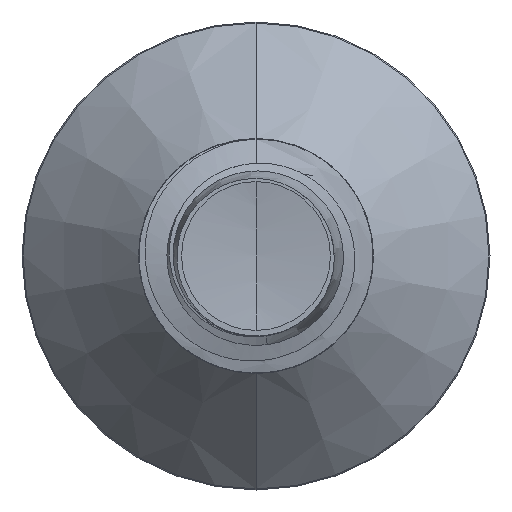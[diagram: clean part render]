
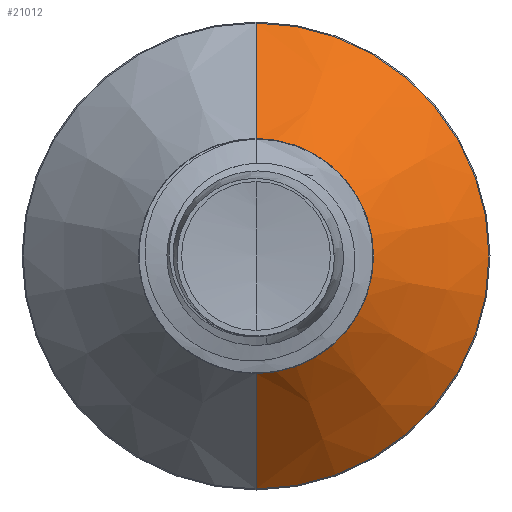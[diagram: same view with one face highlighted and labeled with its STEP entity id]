
A CAD part, front view. The second image highlights one B-rep face of the part: STEP entity #21012.
In plain terms, the highlighted conical face has half-angle 45 degrees and reference radius 1.256 mm.
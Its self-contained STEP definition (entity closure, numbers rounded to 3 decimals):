
#191 = DIRECTION ( 'NONE',  ( 0., 0.707, -0.707 ) ) ;
#685 = EDGE_CURVE ( 'NONE', #20728, #11833, #14691, .T. ) ;
#1078 = VECTOR ( 'NONE', #191, 1000. ) ;
#1412 = ORIENTED_EDGE ( 'NONE', *, *, #6146, .F. ) ;
#1563 = EDGE_CURVE ( 'NONE', #18869, #11833, #20912, .T. ) ;
#2767 = ORIENTED_EDGE ( 'NONE', *, *, #1563, .F. ) ;
#2858 = CARTESIAN_POINT ( 'NONE',  ( 0., 9.439, 0. ) ) ;
#2996 = EDGE_CURVE ( 'NONE', #9187, #20728, #21164, .T. ) ;
#4587 = DIRECTION ( 'NONE',  ( 0., 0., 1. ) ) ;
#6146 = EDGE_CURVE ( 'NONE', #9187, #18869, #16223, .T. ) ;
#6986 = CARTESIAN_POINT ( 'NONE',  ( 0., 8.206, 1.256 ) ) ;
#7753 = DIRECTION ( 'NONE',  ( 0., 1., 0. ) ) ;
#8048 = DIRECTION ( 'NONE',  ( 0., 1., 0. ) ) ;
#9187 = VERTEX_POINT ( 'NONE', #18508 ) ;
#10293 = CARTESIAN_POINT ( 'NONE',  ( 0., 9.439, -2.489 ) ) ;
#10445 = EDGE_LOOP ( 'NONE', ( #11286, #20223, #2767, #1412 ) ) ;
#11286 = ORIENTED_EDGE ( 'NONE', *, *, #2996, .T. ) ;
#11381 = CONICAL_SURFACE ( 'NONE', #18277, 1.256, 0.785 ) ;
#11723 = VECTOR ( 'NONE', #18802, 1000. ) ;
#11833 = VERTEX_POINT ( 'NONE', #10293 ) ;
#11911 = FACE_OUTER_BOUND ( 'NONE', #10445, .T. ) ;
#14691 = LINE ( 'NONE', #18843, #1078 ) ;
#14768 = DIRECTION ( 'NONE',  ( 0., 1., 0. ) ) ;
#16223 = LINE ( 'NONE', #6986, #11723 ) ;
#16275 = CARTESIAN_POINT ( 'NONE',  ( 0., 8.206, 0. ) ) ;
#17055 = CARTESIAN_POINT ( 'NONE',  ( 0., 9.439, 2.489 ) ) ;
#17648 = AXIS2_PLACEMENT_3D ( 'NONE', #17873, #7753, #19543 ) ;
#17872 = CARTESIAN_POINT ( 'NONE',  ( 0., 8.206, -1.256 ) ) ;
#17873 = CARTESIAN_POINT ( 'NONE',  ( 0., 8.206, 0. ) ) ;
#18078 = AXIS2_PLACEMENT_3D ( 'NONE', #2858, #14768, #4587 ) ;
#18277 = AXIS2_PLACEMENT_3D ( 'NONE', #16275, #8048, #19828 ) ;
#18508 = CARTESIAN_POINT ( 'NONE',  ( 0., 8.206, 1.256 ) ) ;
#18802 = DIRECTION ( 'NONE',  ( 0., 0.707, 0.707 ) ) ;
#18843 = CARTESIAN_POINT ( 'NONE',  ( 0., 8.206, -1.256 ) ) ;
#18869 = VERTEX_POINT ( 'NONE', #17055 ) ;
#19543 = DIRECTION ( 'NONE',  ( 0., 0., 1. ) ) ;
#19828 = DIRECTION ( 'NONE',  ( 0., 0., 1. ) ) ;
#20223 = ORIENTED_EDGE ( 'NONE', *, *, #685, .T. ) ;
#20728 = VERTEX_POINT ( 'NONE', #17872 ) ;
#20912 = CIRCLE ( 'NONE', #18078, 2.489 ) ;
#21012 = ADVANCED_FACE ( 'NONE', ( #11911 ), #11381, .T. ) ;
#21164 = CIRCLE ( 'NONE', #17648, 1.256 ) ;
